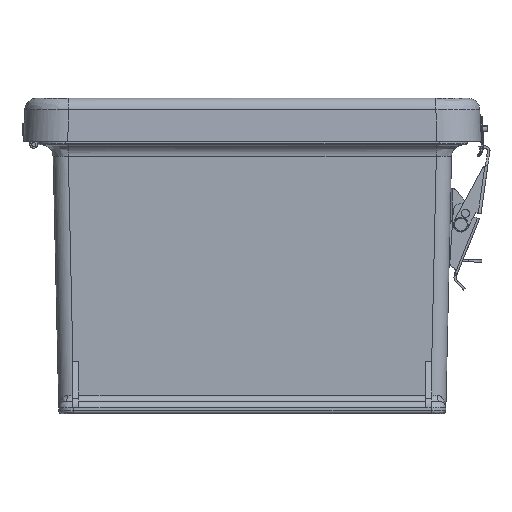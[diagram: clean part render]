
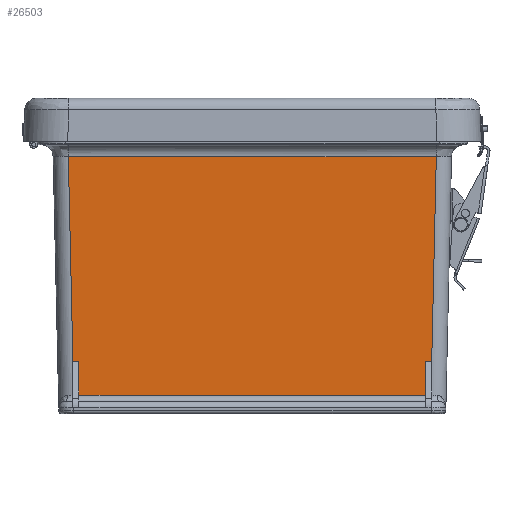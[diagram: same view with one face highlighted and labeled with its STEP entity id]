
A CAD part, front view. The second image highlights one B-rep face of the part: STEP entity #26503.
In plain terms, the highlighted planar face has unit normal (0, -1, -0.022).
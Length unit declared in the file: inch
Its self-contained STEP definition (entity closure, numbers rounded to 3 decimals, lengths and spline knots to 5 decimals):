
#502 = VERTEX_POINT ( 'NONE', #63038 ) ;
#987 = LINE ( 'NONE', #9760, #66546 ) ;
#2953 = ORIENTED_EDGE ( 'NONE', *, *, #37574, .T. ) ;
#3346 = VERTEX_POINT ( 'NONE', #49440 ) ;
#4739 = DIRECTION ( 'NONE',  ( -1., 0., 0. ) ) ;
#4798 = VERTEX_POINT ( 'NONE', #21512 ) ;
#5559 = CARTESIAN_POINT ( 'NONE',  ( -3.44664, -4.92341, -3.2179 ) ) ;
#5701 = CARTESIAN_POINT ( 'NONE',  ( 2.2131, -4.93368, -2.75819 ) ) ;
#5733 = VECTOR ( 'NONE', #16147, 39.37008 ) ;
#6224 = LINE ( 'NONE', #55067, #36183 ) ;
#7855 = LINE ( 'NONE', #17275, #59565 ) ;
#9760 = CARTESIAN_POINT ( 'NONE',  ( 3.8536, -4.94913, -2.06692 ) ) ;
#11285 = LINE ( 'NONE', #64528, #53383 ) ;
#11333 = EDGE_CURVE ( 'NONE', #3346, #19717, #37125, .T. ) ;
#13891 = LINE ( 'NONE', #5701, #5733 ) ;
#14095 = DIRECTION ( 'NONE',  ( 0., 0.022, -1. ) ) ;
#15497 = FACE_OUTER_BOUND ( 'NONE', #27971, .T. ) ;
#16147 = DIRECTION ( 'NONE',  ( 1., 0., 0. ) ) ;
#16722 = LINE ( 'NONE', #5559, #42602 ) ;
#17275 = CARTESIAN_POINT ( 'NONE',  ( 4.2046, -5.04361, 2.1616 ) ) ;
#18529 = ORIENTED_EDGE ( 'NONE', *, *, #42624, .T. ) ;
#19717 = VERTEX_POINT ( 'NONE', #62125 ) ;
#21512 = CARTESIAN_POINT ( 'NONE',  ( -3.3479, -4.94913, -2.06692 ) ) ;
#21836 = EDGE_CURVE ( 'NONE', #43276, #3346, #13891, .T. ) ;
#22395 = CARTESIAN_POINT ( 'NONE',  ( -3.3479, -4.93368, -2.75819 ) ) ;
#22798 = AXIS2_PLACEMENT_3D ( 'NONE', #55255, #45250, #14095 ) ;
#23459 = ORIENTED_EDGE ( 'NONE', *, *, #21836, .T. ) ;
#24493 = ORIENTED_EDGE ( 'NONE', *, *, #11333, .T. ) ;
#26503 = ADVANCED_FACE ( 'NONE', ( #15497 ), #66046, .T. ) ;
#27971 = EDGE_LOOP ( 'NONE', ( #2953, #18529, #23459, #24493, #47276, #67146, #44200, #62077 ) ) ;
#29122 = DIRECTION ( 'NONE',  ( 1., 0., 0. ) ) ;
#30783 = VERTEX_POINT ( 'NONE', #31902 ) ;
#31902 = CARTESIAN_POINT ( 'NONE',  ( 3.91557, -4.94913, -2.06692 ) ) ;
#34974 = EDGE_CURVE ( 'NONE', #30783, #19717, #987, .T. ) ;
#36183 = VECTOR ( 'NONE', #39645, 39.37008 ) ;
#37125 = LINE ( 'NONE', #60058, #62213 ) ;
#37574 = EDGE_CURVE ( 'NONE', #502, #4798, #63294, .T. ) ;
#38747 = DIRECTION ( 'NONE',  ( 0., 0.022, -1. ) ) ;
#39645 = DIRECTION ( 'NONE',  ( -0.022, 0.022, -1. ) ) ;
#40819 = CARTESIAN_POINT ( 'NONE',  ( -3.56684, -5.04361, 2.1616 ) ) ;
#42284 = VECTOR ( 'NONE', #29122, 39.37008 ) ;
#42602 = VECTOR ( 'NONE', #62530, 39.37008 ) ;
#42624 = EDGE_CURVE ( 'NONE', #4798, #43276, #11285, .T. ) ;
#43276 = VERTEX_POINT ( 'NONE', #22395 ) ;
#43821 = EDGE_CURVE ( 'NONE', #502, #52010, #16722, .T. ) ;
#44200 = ORIENTED_EDGE ( 'NONE', *, *, #62154, .T. ) ;
#45092 = CARTESIAN_POINT ( 'NONE',  ( 4.01005, -5.04361, 2.1616 ) ) ;
#45250 = DIRECTION ( 'NONE',  ( 0., -1., -0.022 ) ) ;
#47276 = ORIENTED_EDGE ( 'NONE', *, *, #34974, .F. ) ;
#48808 = EDGE_CURVE ( 'NONE', #54360, #30783, #6224, .T. ) ;
#49440 = CARTESIAN_POINT ( 'NONE',  ( 3.7911, -4.93368, -2.75819 ) ) ;
#52010 = VERTEX_POINT ( 'NONE', #40819 ) ;
#53383 = VECTOR ( 'NONE', #38747, 39.37008 ) ;
#54360 = VERTEX_POINT ( 'NONE', #45092 ) ;
#55067 = CARTESIAN_POINT ( 'NONE',  ( 3.88935, -4.92291, -3.24022 ) ) ;
#55180 = DIRECTION ( 'NONE',  ( 0., -0.022, 1. ) ) ;
#55255 = CARTESIAN_POINT ( 'NONE',  ( 4.2046, -4.92524, -3.13598 ) ) ;
#59221 = DIRECTION ( 'NONE',  ( -1., 0., 0. ) ) ;
#59565 = VECTOR ( 'NONE', #59221, 39.37008 ) ;
#60058 = CARTESIAN_POINT ( 'NONE',  ( 3.7911, -4.93368, -2.75819 ) ) ;
#60497 = CARTESIAN_POINT ( 'NONE',  ( 4.2046, -4.94913, -2.06692 ) ) ;
#62077 = ORIENTED_EDGE ( 'NONE', *, *, #43821, .F. ) ;
#62125 = CARTESIAN_POINT ( 'NONE',  ( 3.7911, -4.94913, -2.06692 ) ) ;
#62154 = EDGE_CURVE ( 'NONE', #54360, #52010, #7855, .T. ) ;
#62213 = VECTOR ( 'NONE', #55180, 39.37008 ) ;
#62530 = DIRECTION ( 'NONE',  ( -0.022, -0.022, 1. ) ) ;
#63038 = CARTESIAN_POINT ( 'NONE',  ( -3.47236, -4.94913, -2.06692 ) ) ;
#63294 = LINE ( 'NONE', #60497, #42284 ) ;
#64528 = CARTESIAN_POINT ( 'NONE',  ( -3.3479, -4.94913, -2.06692 ) ) ;
#66046 = PLANE ( 'NONE',  #22798 ) ;
#66546 = VECTOR ( 'NONE', #4739, 39.37008 ) ;
#67146 = ORIENTED_EDGE ( 'NONE', *, *, #48808, .F. ) ;
